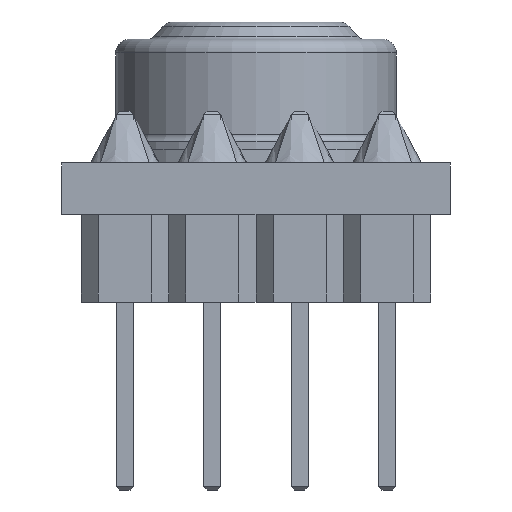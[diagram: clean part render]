
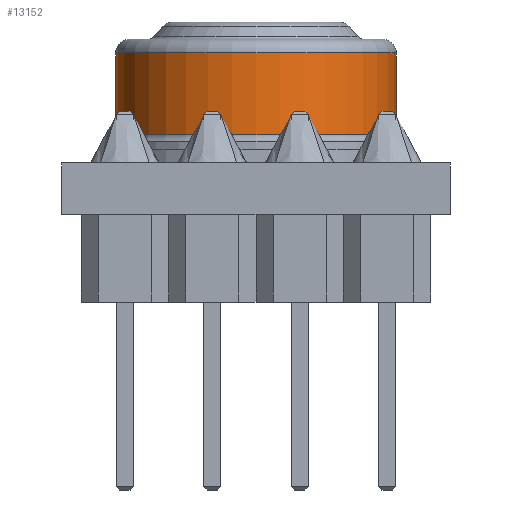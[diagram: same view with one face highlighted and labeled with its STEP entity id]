
A CAD part, front view. The second image highlights one B-rep face of the part: STEP entity #13152.
In plain terms, the highlighted cylindrical face has radius 4.075 mm (diameter 8.15 mm), a full revolution.
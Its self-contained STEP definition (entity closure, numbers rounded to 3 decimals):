
#1858=FACE_OUTER_BOUND('',#2671,.T.);
#2671=EDGE_LOOP('',(#10503,#10504,#10505,#10506));
#3597=LINE('',#21130,#4828);
#4828=VECTOR('',#15343,4.075);
#5714=CIRCLE('',#14040,4.075);
#5715=CIRCLE('',#14042,4.075);
#6311=VERTEX_POINT('',#21125);
#6312=VERTEX_POINT('',#21129);
#7829=EDGE_CURVE('',#6311,#6311,#5714,.T.);
#7830=EDGE_CURVE('',#6311,#6312,#3597,.T.);
#7831=EDGE_CURVE('',#6312,#6312,#5715,.T.);
#10503=ORIENTED_EDGE('',*,*,#7829,.F.);
#10504=ORIENTED_EDGE('',*,*,#7830,.T.);
#10505=ORIENTED_EDGE('',*,*,#7831,.F.);
#10506=ORIENTED_EDGE('',*,*,#7830,.F.);
#12835=CYLINDRICAL_SURFACE('',#14041,4.075);
#13152=ADVANCED_FACE('',(#1858),#12835,.T.);
#14040=AXIS2_PLACEMENT_3D('',#21127,#15339,#15340);
#14041=AXIS2_PLACEMENT_3D('',#21128,#15341,#15342);
#14042=AXIS2_PLACEMENT_3D('',#21131,#15344,#15345);
#15339=DIRECTION('center_axis',(0.,1.,0.));
#15340=DIRECTION('ref_axis',(0.,0.,1.));
#15341=DIRECTION('center_axis',(0.,1.,0.));
#15342=DIRECTION('ref_axis',(0.,0.,1.));
#15343=DIRECTION('',(0.,-1.,0.));
#15344=DIRECTION('center_axis',(0.,-1.,0.));
#15345=DIRECTION('ref_axis',(0.,0.,-1.));
#21125=CARTESIAN_POINT('',(0.,2.795,-4.075));
#21127=CARTESIAN_POINT('Origin',(0.,2.795,0.));
#21128=CARTESIAN_POINT('Origin',(0.,11.077,0.));
#21129=CARTESIAN_POINT('',(0.,0.425,-4.075));
#21130=CARTESIAN_POINT('',(0.,11.077,-4.075));
#21131=CARTESIAN_POINT('Origin',(0.,0.425,0.));
